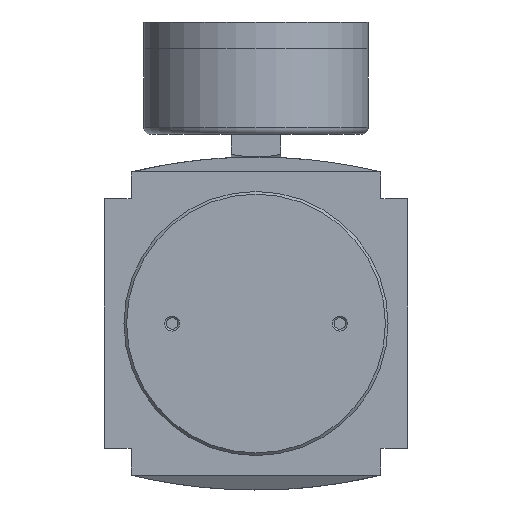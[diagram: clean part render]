
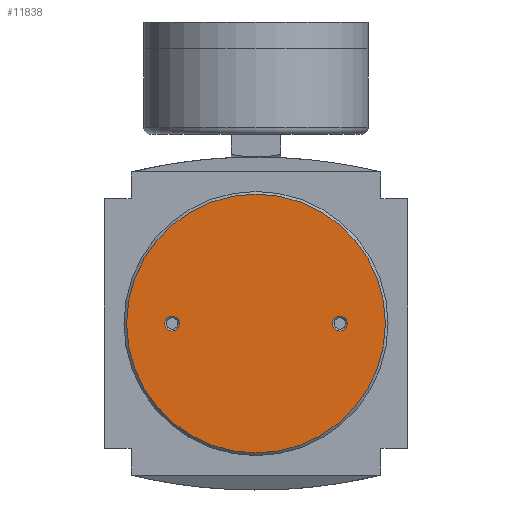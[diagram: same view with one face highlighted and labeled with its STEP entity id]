
A CAD part, front view. The second image highlights one B-rep face of the part: STEP entity #11838.
In plain terms, the highlighted planar face has unit normal (0, -1, 0).
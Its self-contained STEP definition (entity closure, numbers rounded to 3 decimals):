
#654=CIRCLE('',#12738,36.25);
#655=CIRCLE('',#12740,2.1);
#656=CIRCLE('',#12741,2.1);
#3186=ORIENTED_EDGE('',*,*,#4403,.F.);
#3187=ORIENTED_EDGE('',*,*,#4402,.T.);
#3188=ORIENTED_EDGE('',*,*,#4404,.F.);
#4402=EDGE_CURVE('',#5213,#5213,#654,.T.);
#4403=EDGE_CURVE('',#5214,#5214,#655,.F.);
#4404=EDGE_CURVE('',#5215,#5215,#656,.T.);
#5213=VERTEX_POINT('',#18227);
#5214=VERTEX_POINT('',#18230);
#5215=VERTEX_POINT('',#18232);
#7138=EDGE_LOOP('',(#3186));
#7139=EDGE_LOOP('',(#3187));
#7140=EDGE_LOOP('',(#3188));
#7699=FACE_BOUND('',#7138,.T.);
#7700=FACE_BOUND('',#7139,.T.);
#7701=FACE_BOUND('',#7140,.T.);
#7976=PLANE('',#12739);
#11838=ADVANCED_FACE('',(#7699,#7700,#7701),#7976,.F.);
#12738=AXIS2_PLACEMENT_3D('',#18226,#15196,#15197);
#12739=AXIS2_PLACEMENT_3D('',#18228,#15198,#15199);
#12740=AXIS2_PLACEMENT_3D('',#18229,#15200,#15201);
#12741=AXIS2_PLACEMENT_3D('',#18231,#15202,#15203);
#15196=DIRECTION('',(0.,-1.,0.));
#15197=DIRECTION('',(0.,0.,-1.));
#15198=DIRECTION('',(0.,1.,0.));
#15199=DIRECTION('',(0.,0.,1.));
#15200=DIRECTION('',(0.,1.,0.));
#15201=DIRECTION('',(0.,0.,1.));
#15202=DIRECTION('',(0.,-1.,0.));
#15203=DIRECTION('',(0.,0.,-1.));
#18226=CARTESIAN_POINT('',(0.,-54.,0.));
#18227=CARTESIAN_POINT('',(0.,-54.,-36.25));
#18228=CARTESIAN_POINT('',(36.25,-54.,0.));
#18229=CARTESIAN_POINT('',(23.5,-54.,0.));
#18230=CARTESIAN_POINT('',(23.5,-54.,2.1));
#18231=CARTESIAN_POINT('',(-23.5,-54.,0.));
#18232=CARTESIAN_POINT('',(-23.5,-54.,-2.1));
